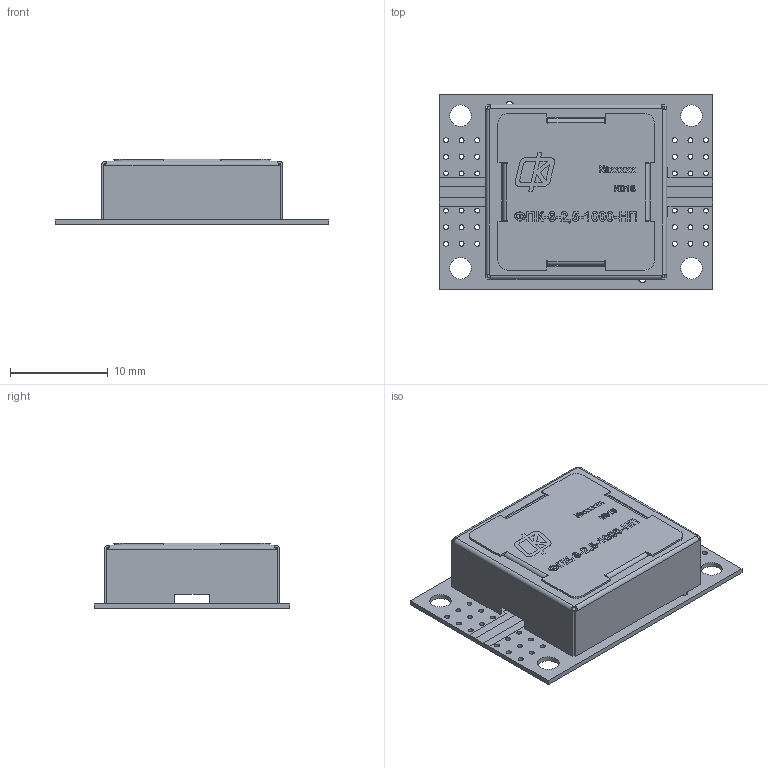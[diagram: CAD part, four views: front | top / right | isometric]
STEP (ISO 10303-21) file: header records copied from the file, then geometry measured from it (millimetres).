
FILE_DESCRIPTION(('STEP AP203'), '1');
FILE_NAME('ÍØÁÀ.468874.043_Ôèëüòð ÔÏÊ-6-2,5-1000-ÍÏ', '', ('UNSPECIFIED'), ('UNSPECIFIED'), 'ASCON STEP Converter 1.6', 'ASCON Math Kernel', '');
FILE_SCHEMA(('CONFIG_CONTROL_DESIGN'));
Length unit declared in the file: millimetre
Products named in the file (1): НШБА.468874.043_Фильтр ФПК-6-2,5-1000-НП
Bounding box: 28 x 20 x 6.71 mm (x, y, z)
Volume: 427.2 mm3; surface area: 2744.1 mm2
Topology: 1 solids, 1 shells, 709 faces, 1949 edges, 1274 vertices
Faces by surface type: plane 425, bspline 144, cylinder 140
Full cylindrical faces by diameter (mm): 0.5 x87, 0.8 x2, 2.2 x4
Entity records: 41827 total; most frequent: CARTESIAN_POINT 19054, ORIENTED_EDGE 3712, DIRECTION 2850, EDGE_CURVE 1856, VERTEX_POINT 1274, LINE 1174, VECTOR 1174, EDGE_LOOP 1042
